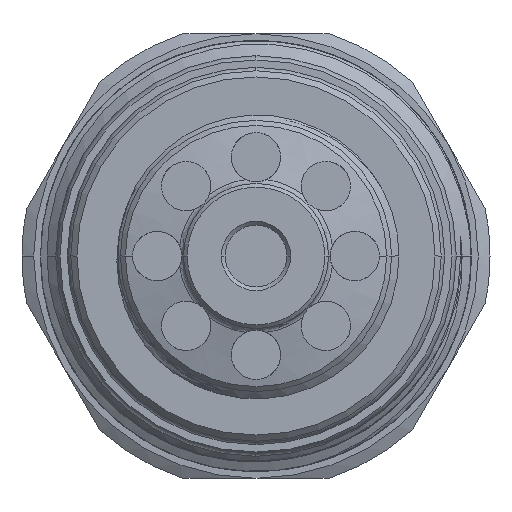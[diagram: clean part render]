
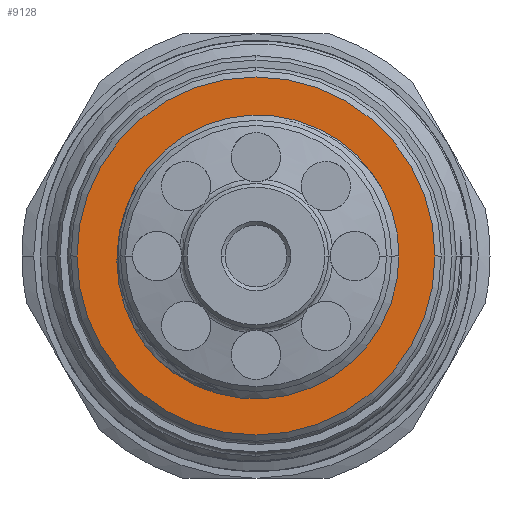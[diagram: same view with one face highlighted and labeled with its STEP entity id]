
A CAD part, left-side view. The second image highlights one B-rep face of the part: STEP entity #9128.
In plain terms, the highlighted planar face has unit normal (-1, 0, 0).
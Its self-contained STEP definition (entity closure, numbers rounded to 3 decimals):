
#14 = DIRECTION ( 'NONE',  ( 0., 0., 1. ) ) ;
#30 = ORIENTED_EDGE ( 'NONE', *, *, #4040, .T. ) ;
#153 = ORIENTED_EDGE ( 'NONE', *, *, #5416, .F. ) ;
#160 = CARTESIAN_POINT ( 'NONE',  ( 0., 9.408, -6.642 ) ) ;
#189 = CARTESIAN_POINT ( 'NONE',  ( 0., 10.635, 3.544 ) ) ;
#252 = CARTESIAN_POINT ( 'NONE',  ( 0., 8.096, 7.701 ) ) ;
#479 = VERTEX_POINT ( 'NONE', #7961 ) ;
#520 = CARTESIAN_POINT ( 'NONE',  ( 0., -10.164, 5.533 ) ) ;
#548 = CARTESIAN_POINT ( 'NONE',  ( 0., 0., 0. ) ) ;
#549 = CARTESIAN_POINT ( 'NONE',  ( 0., 3.677, 10.58 ) ) ;
#949 = CARTESIAN_POINT ( 'NONE',  ( 0., 10.892, -3.299 ) ) ;
#989 = AXIS2_PLACEMENT_3D ( 'NONE', #2856, #5116, #2139 ) ;
#1271 = DIRECTION ( 'NONE',  ( 1., 0., 0. ) ) ;
#1272 = CARTESIAN_POINT ( 'NONE',  ( 0., 5.171, 9.904 ) ) ;
#1304 = CARTESIAN_POINT ( 'NONE',  ( 0., -1.151, 11.166 ) ) ;
#1454 = FACE_BOUND ( 'NONE', #4450, .T. ) ;
#1624 = CARTESIAN_POINT ( 'NONE',  ( 0., 8.915, 6.781 ) ) ;
#1929 = AXIS2_PLACEMENT_3D ( 'NONE', #548, #1271, #9329 ) ;
#1953 = CARTESIAN_POINT ( 'NONE',  ( 0., -3.567, 10.716 ) ) ;
#2045 = CARTESIAN_POINT ( 'NONE',  ( 0., 5.882, 9.497 ) ) ;
#2139 = DIRECTION ( 'NONE',  ( 0., 1., 0. ) ) ;
#2444 = CARTESIAN_POINT ( 'NONE',  ( 0., 11.278, -0.88 ) ) ;
#2502 = CIRCLE ( 'NONE', #5305, 11.58 ) ;
#2632 = EDGE_LOOP ( 'NONE', ( #30, #4749 ) ) ;
#2667 = CARTESIAN_POINT ( 'NONE',  ( 0., 0.474, 11.195 ) ) ;
#2692 = FACE_OUTER_BOUND ( 'NONE', #2632, .T. ) ;
#2856 = CARTESIAN_POINT ( 'NONE',  ( 0., 0., 0. ) ) ;
#2870 = VERTEX_POINT ( 'NONE', #7159 ) ;
#3047 = CARTESIAN_POINT ( 'NONE',  ( 0., 10.78, -3.696 ) ) ;
#3184 = CARTESIAN_POINT ( 'NONE',  ( 0., 10.042, -5.59 ) ) ;
#3257 = ORIENTED_EDGE ( 'NONE', *, *, #7779, .F. ) ;
#3261 = DIRECTION ( 'NONE',  ( -1., 0., 0. ) ) ;
#3313 = CARTESIAN_POINT ( 'NONE',  ( 0., 0., 0. ) ) ;
#3334 = CARTESIAN_POINT ( 'NONE',  ( 0., 14.5, 0. ) ) ;
#3384 = CARTESIAN_POINT ( 'NONE',  ( 0., -9.234, 6.877 ) ) ;
#3433 = CARTESIAN_POINT ( 'NONE',  ( 0., 0., 0. ) ) ;
#3534 = DIRECTION ( 'NONE',  ( 0., 0., 1. ) ) ;
#3766 = CARTESIAN_POINT ( 'NONE',  ( 0., 10.385, -4.853 ) ) ;
#3781 = DIRECTION ( 'NONE',  ( -1., 0., 0. ) ) ;
#3841 = CARTESIAN_POINT ( 'NONE',  ( 0., 11.295, -0.065 ) ) ;
#3907 = CARTESIAN_POINT ( 'NONE',  ( 0., 8.135, -8.241 ) ) ;
#4040 = EDGE_CURVE ( 'NONE', #4454, #479, #4724, .T. ) ;
#4082 = VERTEX_POINT ( 'NONE', #6693 ) ;
#4092 = CARTESIAN_POINT ( 'NONE',  ( 0., -10.359, 5.175 ) ) ;
#4112 = AXIS2_PLACEMENT_3D ( 'NONE', #4468, #3781, #14 ) ;
#4450 = EDGE_LOOP ( 'NONE', ( #5928, #153, #3257 ) ) ;
#4454 = VERTEX_POINT ( 'NONE', #3334 ) ;
#4468 = CARTESIAN_POINT ( 'NONE',  ( 0., 0., 0. ) ) ;
#4526 = CARTESIAN_POINT ( 'NONE',  ( 0., 11.14, -2.094 ) ) ;
#4587 = CARTESIAN_POINT ( 'NONE',  ( 0., 9.987, 5.053 ) ) ;
#4724 = CIRCLE ( 'NONE', #989, 14.5 ) ;
#4749 = ORIENTED_EDGE ( 'NONE', *, *, #9428, .T. ) ;
#4922 = CARTESIAN_POINT ( 'NONE',  ( 0., -5.82, 9.774 ) ) ;
#4953 = PLANE ( 'NONE',  #1929 ) ;
#5116 = DIRECTION ( 'NONE',  ( -1., 0., 0. ) ) ;
#5305 = AXIS2_PLACEMENT_3D ( 'NONE', #3433, #7885, #3534 ) ;
#5342 = CARTESIAN_POINT ( 'NONE',  ( 0., 10.494, 3.928 ) ) ;
#5416 = EDGE_CURVE ( 'NONE', #2870, #6163, #8991, .T. ) ;
#5636 = CARTESIAN_POINT ( 'NONE',  ( 0., 1.7, 11.063 ) ) ;
#5672 = CARTESIAN_POINT ( 'NONE',  ( 0., 4.801, 10.089 ) ) ;
#5702 = CARTESIAN_POINT ( 'NONE',  ( 0., -4.337, 10.451 ) ) ;
#5928 = ORIENTED_EDGE ( 'NONE', *, *, #8088, .F. ) ;
#5972 = CARTESIAN_POINT ( 'NONE',  ( 0., 10.169, 4.684 ) ) ;
#6039 = CARTESIAN_POINT ( 'NONE',  ( 0., 10.994, 2.377 ) ) ;
#6072 = CARTESIAN_POINT ( 'NONE',  ( 0., 9.175, -6.984 ) ) ;
#6163 = VERTEX_POINT ( 'NONE', #7368 ) ;
#6307 = CARTESIAN_POINT ( 'NONE',  ( 0., -9.486, 6.551 ) ) ;
#6394 = CARTESIAN_POINT ( 'NONE',  ( 0., 6.567, 9.054 ) ) ;
#6424 = CARTESIAN_POINT ( 'NONE',  ( 0., 0.067, 11.209 ) ) ;
#6693 = CARTESIAN_POINT ( 'NONE',  ( 0., -11.58, 0. ) ) ;
#6772 = CARTESIAN_POINT ( 'NONE',  ( 0., 11.151, 1.578 ) ) ;
#6813 = CARTESIAN_POINT ( 'NONE',  ( 0., 8.415, -7.945 ) ) ;
#6973 = DIRECTION ( 'NONE',  ( 0., 1., 0. ) ) ;
#7068 = CIRCLE ( 'NONE', #8410, 14.5 ) ;
#7075 = CARTESIAN_POINT ( 'NONE',  ( 0., -0.746, 11.195 ) ) ;
#7102 = CARTESIAN_POINT ( 'NONE',  ( 0., 1.29, 11.122 ) ) ;
#7159 = CARTESIAN_POINT ( 'NONE',  ( 0., -10.359, 5.175 ) ) ;
#7368 = CARTESIAN_POINT ( 'NONE',  ( 0., 8.135, -8.241 ) ) ;
#7433 = CARTESIAN_POINT ( 'NONE',  ( 0., 8.679, -7.635 ) ) ;
#7779 = EDGE_CURVE ( 'NONE', #4082, #2870, #2502, .T. ) ;
#7803 = CARTESIAN_POINT ( 'NONE',  ( 0., -8.429, 7.811 ) ) ;
#7859 = CARTESIAN_POINT ( 'NONE',  ( 0., -6.535, 9.348 ) ) ;
#7885 = DIRECTION ( 'NONE',  ( -1., 0., 0. ) ) ;
#7961 = CARTESIAN_POINT ( 'NONE',  ( 0., -14.5, 0. ) ) ;
#7980 = CIRCLE ( 'NONE', #4112, 11.58 ) ;
#8088 = EDGE_CURVE ( 'NONE', #6163, #4082, #7980, .T. ) ;
#8108 = CARTESIAN_POINT ( 'NONE',  ( 0., 7.805, 7.994 ) ) ;
#8261 = CARTESIAN_POINT ( 'NONE',  ( 0., 9.387, 6.119 ) ) ;
#8410 = AXIS2_PLACEMENT_3D ( 'NONE', #3313, #3261, #6973 ) ;
#8490 = CARTESIAN_POINT ( 'NONE',  ( 0., -1.96, 11.067 ) ) ;
#8553 = CARTESIAN_POINT ( 'NONE',  ( 0., 2.902, 10.823 ) ) ;
#8980 = CARTESIAN_POINT ( 'NONE',  ( 0., 11.072, -2.497 ) ) ;
#8991 = B_SPLINE_CURVE_WITH_KNOTS ( 'NONE', 3,
 ( #4092, #520, #9300, #6307, #3384, #7803, #9330, #7859, #4922, #5702, #1953, #9216, #8490, #1304, #7075, #6424, #2667, #7102, #5636, #8553, #549, #5672, #1272, #2045, #6394, #9106, #8108, #252, #1624, #8261, #4587, #5972, #5342, #189, #6039, #6772, #3841, #2444, #4526, #8980, #949, #3047, #3766, #3184, #160, #6072, #7433, #6813, #3907 ),
 .UNSPECIFIED., .F., .F.,
 ( 4, 2, 2, 2, 2, 2, 2, 2, 2, 2, 2, 2, 1, 2, 2, 2, 2, 2, 2, 2, 2, 2, 2, 2, 4 ),
 ( 0.006, 0.007, 0.009, 0.011, 0.014, 0.016, 0.017, 0.019, 0.02, 0.021, 0.024, 0.025, 0.026, 0.027, 0.028, 0.031, 0.032, 0.033, 0.036, 0.038, 0.04, 0.041, 0.043, 0.045, 0.046 ),
 .UNSPECIFIED. ) ;
#9106 = CARTESIAN_POINT ( 'NONE',  ( 0., 7.199, 8.542 ) ) ;
#9128 = ADVANCED_FACE ( 'NONE', ( #2692, #1454 ), #4953, .F. ) ;
#9216 = CARTESIAN_POINT ( 'NONE',  ( 0., -2.365, 10.995 ) ) ;
#9300 = CARTESIAN_POINT ( 'NONE',  ( 0., -9.95, 5.879 ) ) ;
#9329 = DIRECTION ( 'NONE',  ( 0., 1., 0. ) ) ;
#9330 = CARTESIAN_POINT ( 'NONE',  ( 0., -7.836, 8.368 ) ) ;
#9428 = EDGE_CURVE ( 'NONE', #479, #4454, #7068, .T. ) ;
